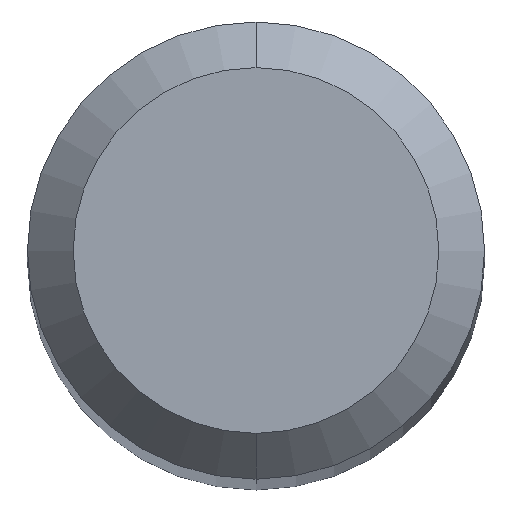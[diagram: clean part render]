
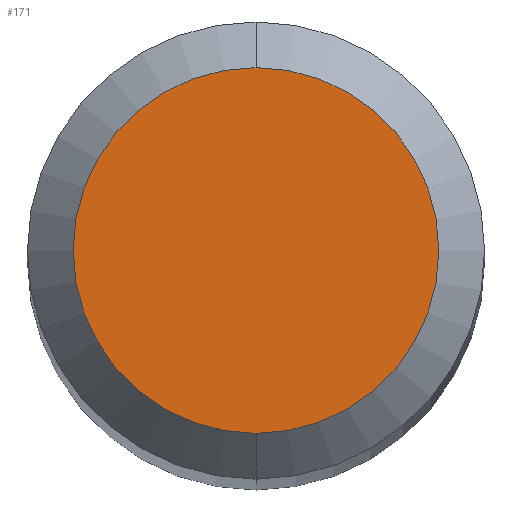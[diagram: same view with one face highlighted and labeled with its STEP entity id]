
A CAD part, top view. The second image highlights one B-rep face of the part: STEP entity #171.
In plain terms, the highlighted planar face has unit normal (0, 0, 1).
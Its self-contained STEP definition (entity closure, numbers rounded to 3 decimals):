
#171=ADVANCED_FACE('',(#462),#463,.T.);
#203=EDGE_CURVE('',#379,#323,#498,.T.);
#323=VERTEX_POINT('',#632);
#357=EDGE_CURVE('',#323,#379,#670,.T.);
#379=VERTEX_POINT('',#694);
#462=FACE_OUTER_BOUND('',#775,.T.);
#463=PLANE('',#776);
#498=CIRCLE('',#849,1.2);
#632=CARTESIAN_POINT('',(0.0,1.2,0.0));
#670=CIRCLE('',#1176,1.2);
#694=CARTESIAN_POINT('',(0.,-1.2,0.0));
#775=EDGE_LOOP('',(#1381,#1382));
#776=AXIS2_PLACEMENT_3D('',#1383,#1384,#1385);
#849=AXIS2_PLACEMENT_3D('',#1420,#1421,#1422);
#1176=AXIS2_PLACEMENT_3D('',#1623,#1624,#1625);
#1381=ORIENTED_EDGE('',*,*,#357,.F.);
#1382=ORIENTED_EDGE('',*,*,#203,.F.);
#1383=CARTESIAN_POINT('',(0.0,0.6,0.0));
#1384=DIRECTION('',(-0.0,0.0,1.0));
#1385=DIRECTION('',(0.0,-1.0,0.0));
#1420=CARTESIAN_POINT('',(0.0,0.0,0.0));
#1421=DIRECTION('',(0.0,0.0,-1.0));
#1422=DIRECTION('',(0.0,1.0,0.0));
#1623=CARTESIAN_POINT('',(0.0,0.0,0.0));
#1624=DIRECTION('',(0.0,0.0,-1.0));
#1625=DIRECTION('',(0.0,1.0,0.0));
